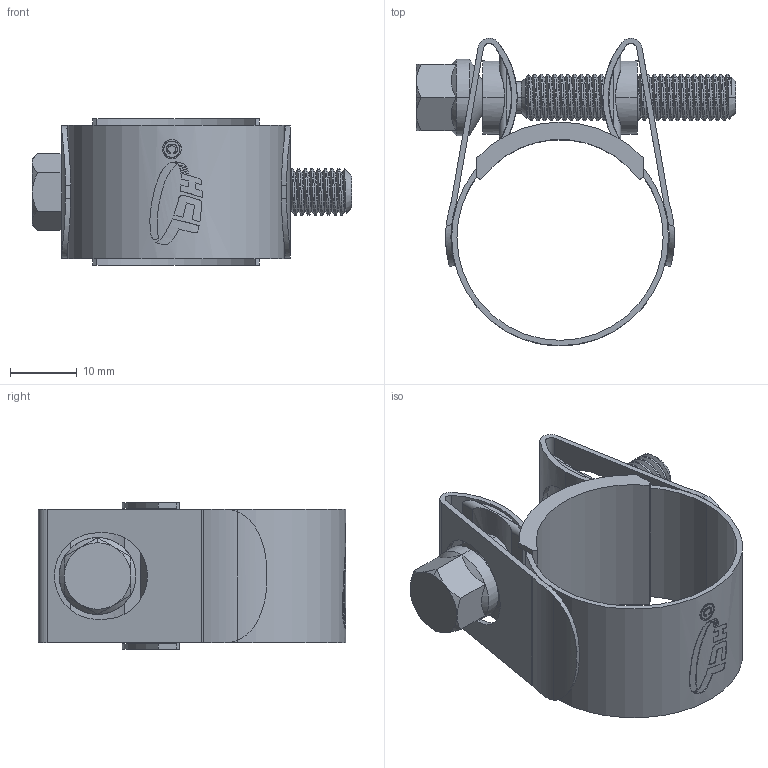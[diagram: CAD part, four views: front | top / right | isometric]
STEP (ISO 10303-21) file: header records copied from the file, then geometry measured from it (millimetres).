
FILE_DESCRIPTION (( 'STEP AP214' ), '1' );
FILE_NAME ('BBC-29-SUPRA-W5.step', '2025-06-05T15:27:30', ( '' ), ( '' ), 'SwSTEP 2.0', 'SolidWorks 2025', '' );
FILE_SCHEMA (( 'AUTOMOTIVE_DESIGN' ));
Length unit declared in the file: millimetre
Products named in the file (1): BBC-29-SUPRA-W5
Bounding box: 48 x 46.23 x 22 mm (x, y, z)
Volume: 5729.4 mm3; surface area: 11081.7 mm2
Topology: 5 solids, 5 shells, 300 faces, 808 edges, 525 vertices
Faces by surface type: cylinder 174, bspline 58, plane 46, cone 22
Entity records: 34958 total; most frequent: CARTESIAN_POINT 28373, ORIENTED_EDGE 1616, DIRECTION 999, EDGE_CURVE 808, VERTEX_POINT 525, AXIS2_PLACEMENT_3D 349, EDGE_LOOP 319, VECTOR 301
